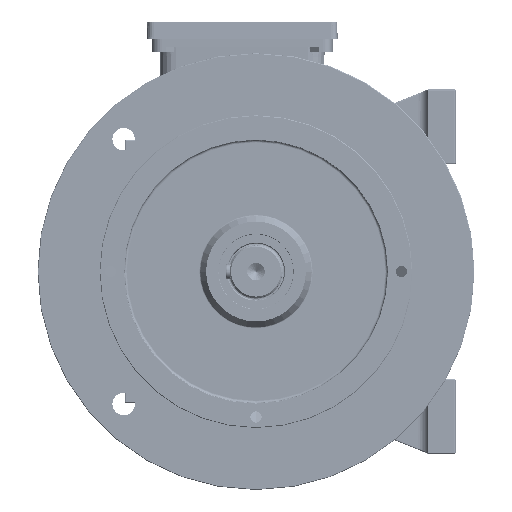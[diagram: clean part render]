
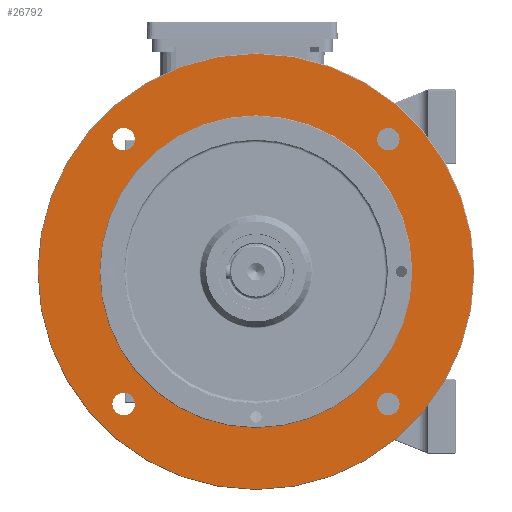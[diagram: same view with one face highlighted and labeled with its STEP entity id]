
A CAD part, left-side view. The second image highlights one B-rep face of the part: STEP entity #26792.
In plain terms, the highlighted face is planar.
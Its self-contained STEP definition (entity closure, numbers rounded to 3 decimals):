
#914 = DIRECTION ( 'NONE',  ( 1., 0., 0. ) ) ;
#1832 = DIRECTION ( 'NONE',  ( 1., 0., 0. ) ) ;
#6504 = CARTESIAN_POINT ( 'NONE',  ( 4., 106.066, -115.066 ) ) ;
#8004 = DIRECTION ( 'NONE',  ( 1., 0., 0. ) ) ;
#9211 = EDGE_LOOP ( 'NONE', ( #176881, #135098 ) ) ;
#9624 = EDGE_CURVE ( 'NONE', #123418, #115912, #26040, .T. ) ;
#9955 = VERTEX_POINT ( 'NONE', #94157 ) ;
#10653 = DIRECTION ( 'NONE',  ( 1., 0., 0. ) ) ;
#11546 = AXIS2_PLACEMENT_3D ( 'NONE', #149394, #36155, #103790 ) ;
#12742 = DIRECTION ( 'NONE',  ( 0., 0., -1. ) ) ;
#12946 = AXIS2_PLACEMENT_3D ( 'NONE', #185646, #197831, #13252 ) ;
#13252 = DIRECTION ( 'NONE',  ( 0., 0., -1. ) ) ;
#13862 = EDGE_CURVE ( 'NONE', #125911, #186929, #79356, .T. ) ;
#14314 = CARTESIAN_POINT ( 'NONE',  ( 4., 0., 0. ) ) ;
#17310 = EDGE_CURVE ( 'NONE', #171556, #9955, #164171, .T. ) ;
#17727 = DIRECTION ( 'NONE',  ( 0., 0., -1. ) ) ;
#20985 = AXIS2_PLACEMENT_3D ( 'NONE', #79051, #914, #142890 ) ;
#26040 = CIRCLE ( 'NONE', #188063, 125.25 ) ;
#26737 = ORIENTED_EDGE ( 'NONE', *, *, #71428, .F. ) ;
#26792 = ADVANCED_FACE ( 'NONE', ( #88888, #58485, #76691, #120352, #165946, #61491 ), #198367, .T. ) ;
#29653 = EDGE_CURVE ( 'NONE', #47926, #179086, #177170, .T. ) ;
#31295 = CARTESIAN_POINT ( 'NONE',  ( 4., 0., 0. ) ) ;
#33759 = ORIENTED_EDGE ( 'NONE', *, *, #29653, .F. ) ;
#34273 = DIRECTION ( 'NONE',  ( 0., 0., -1. ) ) ;
#34930 = CARTESIAN_POINT ( 'NONE',  ( 4., 0., 0. ) ) ;
#35555 = CIRCLE ( 'NONE', #42051, 125.25 ) ;
#36155 = DIRECTION ( 'NONE',  ( 1., 0., 0. ) ) ;
#38444 = AXIS2_PLACEMENT_3D ( 'NONE', #132398, #10653, #129433 ) ;
#41407 = DIRECTION ( 'NONE',  ( 0., 0., -1. ) ) ;
#42051 = AXIS2_PLACEMENT_3D ( 'NONE', #86331, #89340, #183633 ) ;
#42155 = CARTESIAN_POINT ( 'NONE',  ( 4., -106.066, -106.066 ) ) ;
#42164 = VERTEX_POINT ( 'NONE', #165508 ) ;
#45400 = CIRCLE ( 'NONE', #191204, 9. ) ;
#46905 = AXIS2_PLACEMENT_3D ( 'NONE', #196382, #104149, #75683 ) ;
#47926 = VERTEX_POINT ( 'NONE', #165278 ) ;
#51525 = CIRCLE ( 'NONE', #38444, 9. ) ;
#57319 = AXIS2_PLACEMENT_3D ( 'NONE', #84025, #162081, #193509 ) ;
#57766 = EDGE_LOOP ( 'NONE', ( #126372, #26737 ) ) ;
#58485 = FACE_BOUND ( 'NONE', #9211, .T. ) ;
#61491 = FACE_OUTER_BOUND ( 'NONE', #195615, .T. ) ;
#61735 = AXIS2_PLACEMENT_3D ( 'NONE', #31295, #1832, #34273 ) ;
#63476 = ORIENTED_EDGE ( 'NONE', *, *, #68998, .T. ) ;
#67740 = EDGE_CURVE ( 'NONE', #179086, #47926, #51525, .T. ) ;
#67905 = CARTESIAN_POINT ( 'NONE',  ( 4., -106.066, -106.066 ) ) ;
#68998 = EDGE_CURVE ( 'NONE', #183170, #42164, #93791, .T. ) ;
#69896 = DIRECTION ( 'NONE',  ( 0., 0., -1. ) ) ;
#71428 = EDGE_CURVE ( 'NONE', #102086, #146966, #132843, .T. ) ;
#75678 = EDGE_LOOP ( 'NONE', ( #83371, #117991 ) ) ;
#75683 = DIRECTION ( 'NONE',  ( 0., 0., -1. ) ) ;
#75979 = ORIENTED_EDGE ( 'NONE', *, *, #116195, .T. ) ;
#76691 = FACE_BOUND ( 'NONE', #75678, .T. ) ;
#77392 = CARTESIAN_POINT ( 'NONE',  ( 4., 0., 125.25 ) ) ;
#79051 = CARTESIAN_POINT ( 'NONE',  ( 4., -106.066, 106.066 ) ) ;
#79356 = CIRCLE ( 'NONE', #20985, 9. ) ;
#83371 = ORIENTED_EDGE ( 'NONE', *, *, #116429, .F. ) ;
#84025 = CARTESIAN_POINT ( 'NONE',  ( 4., 106.066, -106.066 ) ) ;
#84920 = CARTESIAN_POINT ( 'NONE',  ( 4., -106.066, 97.066 ) ) ;
#86331 = CARTESIAN_POINT ( 'NONE',  ( 4., 0., 0. ) ) ;
#88888 = FACE_BOUND ( 'NONE', #57766, .T. ) ;
#89340 = DIRECTION ( 'NONE',  ( -1., 0., 0. ) ) ;
#93791 = CIRCLE ( 'NONE', #126219, 174.5 ) ;
#94157 = CARTESIAN_POINT ( 'NONE',  ( 4., -106.066, -97.066 ) ) ;
#97502 = ORIENTED_EDGE ( 'NONE', *, *, #155616, .T. ) ;
#99095 = EDGE_CURVE ( 'NONE', #146966, #102086, #128701, .T. ) ;
#102086 = VERTEX_POINT ( 'NONE', #159451 ) ;
#103790 = DIRECTION ( 'NONE',  ( 0., 0., -1. ) ) ;
#104149 = DIRECTION ( 'NONE',  ( 1., 0., 0. ) ) ;
#108337 = ORIENTED_EDGE ( 'NONE', *, *, #67740, .F. ) ;
#108765 = CARTESIAN_POINT ( 'NONE',  ( 4., 0., 174.5 ) ) ;
#110637 = DIRECTION ( 'NONE',  ( 0., 0., -1. ) ) ;
#113357 = CARTESIAN_POINT ( 'NONE',  ( 4., -106.066, -115.066 ) ) ;
#115912 = VERTEX_POINT ( 'NONE', #77392 ) ;
#116195 = EDGE_CURVE ( 'NONE', #115912, #123418, #35555, .T. ) ;
#116429 = EDGE_CURVE ( 'NONE', #9955, #171556, #45400, .T. ) ;
#117991 = ORIENTED_EDGE ( 'NONE', *, *, #17310, .F. ) ;
#120352 = FACE_BOUND ( 'NONE', #158775, .T. ) ;
#123418 = VERTEX_POINT ( 'NONE', #166031 ) ;
#125278 = AXIS2_PLACEMENT_3D ( 'NONE', #42155, #152692, #12742 ) ;
#125911 = VERTEX_POINT ( 'NONE', #198732 ) ;
#126096 = ORIENTED_EDGE ( 'NONE', *, *, #9624, .T. ) ;
#126219 = AXIS2_PLACEMENT_3D ( 'NONE', #34930, #126244, #17727 ) ;
#126244 = DIRECTION ( 'NONE',  ( 1., 0., 0. ) ) ;
#126372 = ORIENTED_EDGE ( 'NONE', *, *, #99095, .F. ) ;
#128701 = CIRCLE ( 'NONE', #180471, 9. ) ;
#129433 = DIRECTION ( 'NONE',  ( 0., 0., -1. ) ) ;
#129611 = EDGE_LOOP ( 'NONE', ( #75979, #126096 ) ) ;
#129762 = CIRCLE ( 'NONE', #61735, 174.5 ) ;
#131784 = CARTESIAN_POINT ( 'NONE',  ( 4., 106.066, 115.066 ) ) ;
#132398 = CARTESIAN_POINT ( 'NONE',  ( 4., 106.066, -106.066 ) ) ;
#132731 = DIRECTION ( 'NONE',  ( 1., 0., 0. ) ) ;
#132843 = CIRCLE ( 'NONE', #12946, 9. ) ;
#135098 = ORIENTED_EDGE ( 'NONE', *, *, #162838, .F. ) ;
#138058 = DIRECTION ( 'NONE',  ( -1., 0., 0. ) ) ;
#142890 = DIRECTION ( 'NONE',  ( 0., 0., -1. ) ) ;
#146966 = VERTEX_POINT ( 'NONE', #131784 ) ;
#147491 = CIRCLE ( 'NONE', #11546, 9. ) ;
#149394 = CARTESIAN_POINT ( 'NONE',  ( 4., -106.066, 106.066 ) ) ;
#152692 = DIRECTION ( 'NONE',  ( 1., 0., 0. ) ) ;
#155616 = EDGE_CURVE ( 'NONE', #42164, #183170, #129762, .T. ) ;
#158775 = EDGE_LOOP ( 'NONE', ( #33759, #108337 ) ) ;
#159451 = CARTESIAN_POINT ( 'NONE',  ( 4., 106.066, 97.066 ) ) ;
#162081 = DIRECTION ( 'NONE',  ( 1., 0., 0. ) ) ;
#162838 = EDGE_CURVE ( 'NONE', #186929, #125911, #147491, .T. ) ;
#164171 = CIRCLE ( 'NONE', #125278, 9. ) ;
#165278 = CARTESIAN_POINT ( 'NONE',  ( 4., 106.066, -97.066 ) ) ;
#165508 = CARTESIAN_POINT ( 'NONE',  ( 4., 0., -174.5 ) ) ;
#165946 = FACE_BOUND ( 'NONE', #129611, .T. ) ;
#166031 = CARTESIAN_POINT ( 'NONE',  ( 4., 0., -125.25 ) ) ;
#171556 = VERTEX_POINT ( 'NONE', #113357 ) ;
#176881 = ORIENTED_EDGE ( 'NONE', *, *, #13862, .F. ) ;
#177170 = CIRCLE ( 'NONE', #57319, 9. ) ;
#179086 = VERTEX_POINT ( 'NONE', #6504 ) ;
#180471 = AXIS2_PLACEMENT_3D ( 'NONE', #194560, #132731, #41407 ) ;
#183170 = VERTEX_POINT ( 'NONE', #108765 ) ;
#183633 = DIRECTION ( 'NONE',  ( 0., 0., -1. ) ) ;
#185646 = CARTESIAN_POINT ( 'NONE',  ( 4., 106.066, 106.066 ) ) ;
#186929 = VERTEX_POINT ( 'NONE', #84920 ) ;
#188063 = AXIS2_PLACEMENT_3D ( 'NONE', #14314, #138058, #110637 ) ;
#191204 = AXIS2_PLACEMENT_3D ( 'NONE', #67905, #8004, #69896 ) ;
#193509 = DIRECTION ( 'NONE',  ( 0., 0., -1. ) ) ;
#194560 = CARTESIAN_POINT ( 'NONE',  ( 4., 106.066, 106.066 ) ) ;
#195615 = EDGE_LOOP ( 'NONE', ( #63476, #97502 ) ) ;
#196382 = CARTESIAN_POINT ( 'NONE',  ( 4., 175., 0. ) ) ;
#197831 = DIRECTION ( 'NONE',  ( 1., 0., 0. ) ) ;
#198367 = PLANE ( 'NONE',  #46905 ) ;
#198732 = CARTESIAN_POINT ( 'NONE',  ( 4., -106.066, 115.066 ) ) ;
